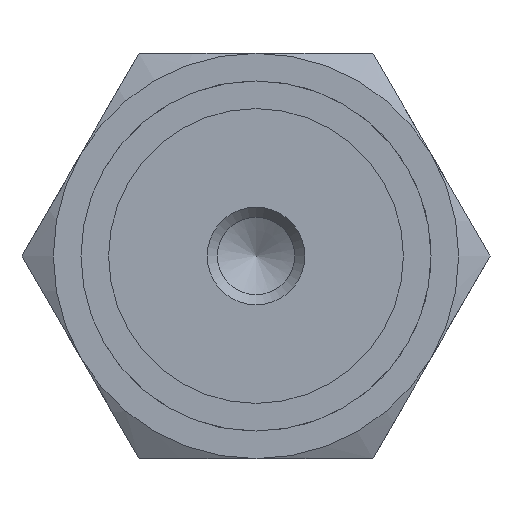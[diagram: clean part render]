
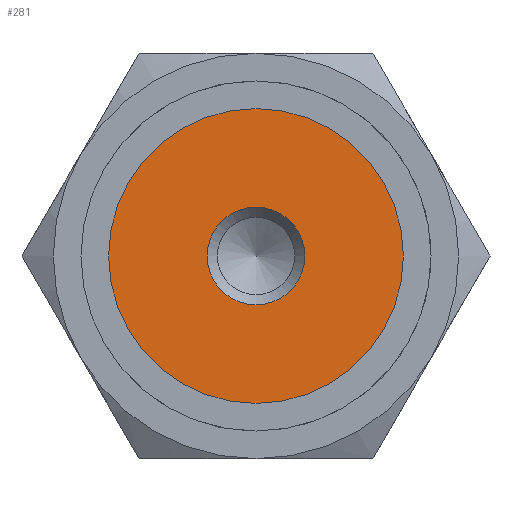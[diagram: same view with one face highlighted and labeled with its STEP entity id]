
A CAD part, front view. The second image highlights one B-rep face of the part: STEP entity #281.
In plain terms, the highlighted planar face has unit normal (0, -1, 0).
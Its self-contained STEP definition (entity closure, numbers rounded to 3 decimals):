
#281 = ADVANCED_FACE( '', ( #560, #561 ), #562, .T. );
#560 = FACE_OUTER_BOUND( '', #859, .T. );
#561 = FACE_BOUND( '', #860, .T. );
#562 = PLANE( '', #861 );
#859 = EDGE_LOOP( '', ( #1337 ) );
#860 = EDGE_LOOP( '', ( #1338 ) );
#861 = AXIS2_PLACEMENT_3D( '', #1339, #1340, #1341 );
#1337 = ORIENTED_EDGE( '', *, *, #1761, .F. );
#1338 = ORIENTED_EDGE( '', *, *, #1762, .T. );
#1339 = CARTESIAN_POINT( '', ( -4., 0., 0. ) );
#1340 = DIRECTION( '', ( 0., -1., 0. ) );
#1341 = DIRECTION( '', ( 0., 0., -1. ) );
#1761 = EDGE_CURVE( '', #2068, #2068, #2069, .T. );
#1762 = EDGE_CURVE( '', #2070, #2070, #2071, .T. );
#2068 = VERTEX_POINT( '', #2788 );
#2069 = CIRCLE( '', #2789, 8. );
#2070 = VERTEX_POINT( '', #2790 );
#2071 = CIRCLE( '', #2791, 2.65 );
#2788 = CARTESIAN_POINT( '', ( -8., 0., 0. ) );
#2789 = AXIS2_PLACEMENT_3D( '', #3083, #3084, #3085 );
#2790 = CARTESIAN_POINT( '', ( 2.65, 0., 0. ) );
#2791 = AXIS2_PLACEMENT_3D( '', #3086, #3087, #3088 );
#3083 = CARTESIAN_POINT( '', ( 0., 0., 0. ) );
#3084 = DIRECTION( '', ( 0., 1., 0. ) );
#3085 = DIRECTION( '', ( -1., 0., 0. ) );
#3086 = CARTESIAN_POINT( '', ( 0., 0., 0. ) );
#3087 = DIRECTION( '', ( 0., 1., 0. ) );
#3088 = DIRECTION( '', ( 1., 0., 0. ) );
